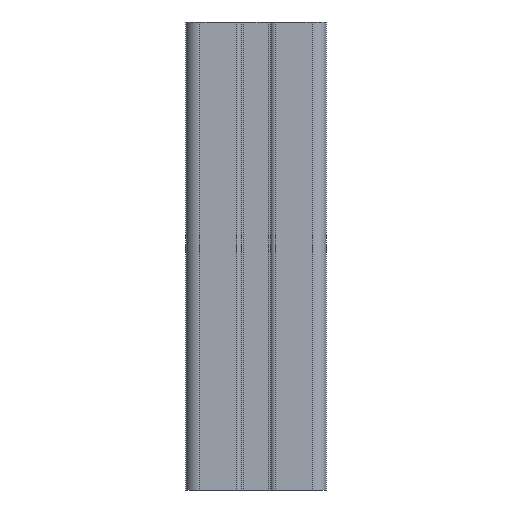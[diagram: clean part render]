
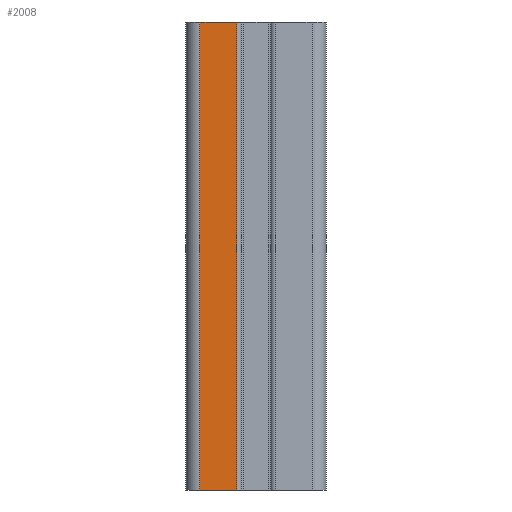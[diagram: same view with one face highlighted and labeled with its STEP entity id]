
A CAD part, front view. The second image highlights one B-rep face of the part: STEP entity #2008.
In plain terms, the highlighted planar face has unit normal (0, -1, 0).
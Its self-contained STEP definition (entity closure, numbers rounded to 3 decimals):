
#278=FACE_OUTER_BOUND('',#382,.T.);
#382=EDGE_LOOP('',(#1731,#1732,#1733,#1734));
#524=LINE('',#3313,#712);
#568=LINE('',#3434,#756);
#569=LINE('',#3437,#757);
#570=LINE('',#3438,#758);
#712=VECTOR('',#2694,10.);
#756=VECTOR('',#2824,10.);
#757=VECTOR('',#2827,10.);
#758=VECTOR('',#2828,10.);
#926=VERTEX_POINT('',#3310);
#927=VERTEX_POINT('',#3312);
#961=VERTEX_POINT('',#3432);
#962=VERTEX_POINT('',#3436);
#1190=EDGE_CURVE('',#926,#927,#524,.T.);
#1251=EDGE_CURVE('',#926,#961,#568,.T.);
#1252=EDGE_CURVE('',#962,#961,#569,.T.);
#1253=EDGE_CURVE('',#927,#962,#570,.T.);
#1731=ORIENTED_EDGE('',*,*,#1251,.T.);
#1732=ORIENTED_EDGE('',*,*,#1252,.F.);
#1733=ORIENTED_EDGE('',*,*,#1253,.F.);
#1734=ORIENTED_EDGE('',*,*,#1190,.F.);
#1911=PLANE('',#2237);
#2008=ADVANCED_FACE('',(#278),#1911,.T.);
#2237=AXIS2_PLACEMENT_3D('',#3435,#2825,#2826);
#2694=DIRECTION('',(-1.,0.,0.));
#2824=DIRECTION('',(0.,0.,1.));
#2825=DIRECTION('center_axis',(0.,-1.,0.));
#2826=DIRECTION('ref_axis',(1.,0.,0.));
#2827=DIRECTION('',(1.,0.,0.));
#2828=DIRECTION('',(0.,0.,1.));
#3310=CARTESIAN_POINT('',(-4.2,-9.75,-50.));
#3312=CARTESIAN_POINT('',(-12.1,-9.75,-50.));
#3313=CARTESIAN_POINT('',(-12.1,-9.75,-50.));
#3432=CARTESIAN_POINT('',(-4.2,-9.75,50.));
#3434=CARTESIAN_POINT('',(-4.2,-9.75,0.));
#3435=CARTESIAN_POINT('Origin',(-12.1,-9.75,0.));
#3436=CARTESIAN_POINT('',(-12.1,-9.75,50.));
#3437=CARTESIAN_POINT('',(-12.1,-9.75,50.));
#3438=CARTESIAN_POINT('',(-12.1,-9.75,0.));
